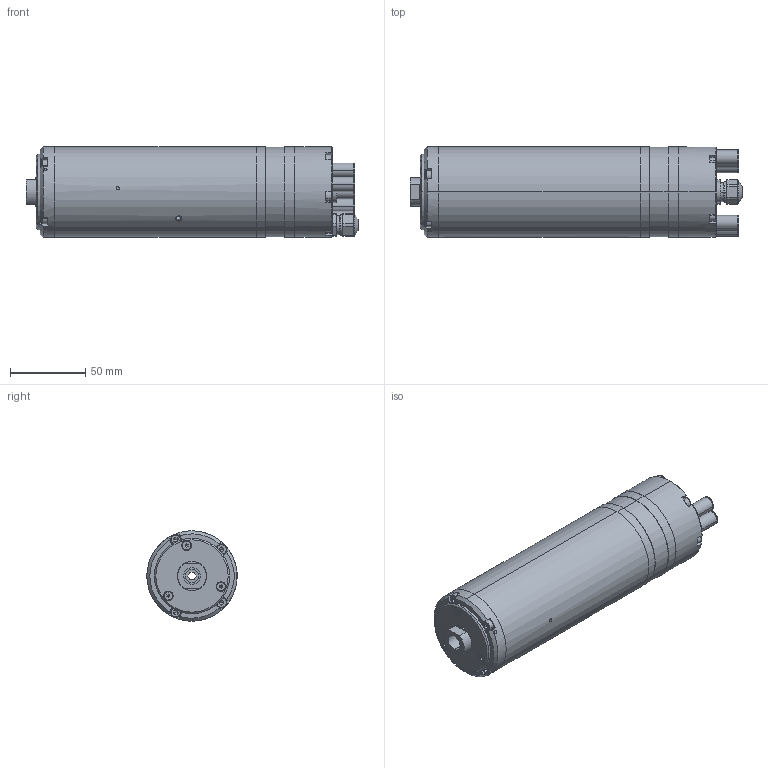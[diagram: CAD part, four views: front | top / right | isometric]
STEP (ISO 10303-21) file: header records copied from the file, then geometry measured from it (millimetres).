
FILE_DESCRIPTION (( 'STEP AP203' ), '1' );
FILE_NAME ('060D60-01-.STEP', '2011-08-24T07:59:01', ( 'FM10CAD1' ), ( 'IBAG Switzerland AG' ), 'SwSTEP 2.0', 'SolidWorks 2010', '' );
FILE_SCHEMA (( 'CONFIG_CONTROL_DESIGN' ));
Length unit declared in the file: millimetre
Products named in the file (1): 060D60-01-
Bounding box: 220.5 x 60 x 60 mm (x, y, z)
Surface area: 57668.5 mm2 (no closed solid volume)
Topology: 0 solids, 44 shells, 387 faces, 1228 edges, 863 vertices
Faces by surface type: plane 183, cylinder 132, cone 50, torus 22
Entity records: 14335 total; most frequent: CARTESIAN_POINT 3038, DIRECTION 2558, ORIENTED_EDGE 1955, EDGE_CURVE 1208, AXIS2_PLACEMENT_3D 1011, VERTEX_POINT 863, CIRCLE 623, LINE 536
